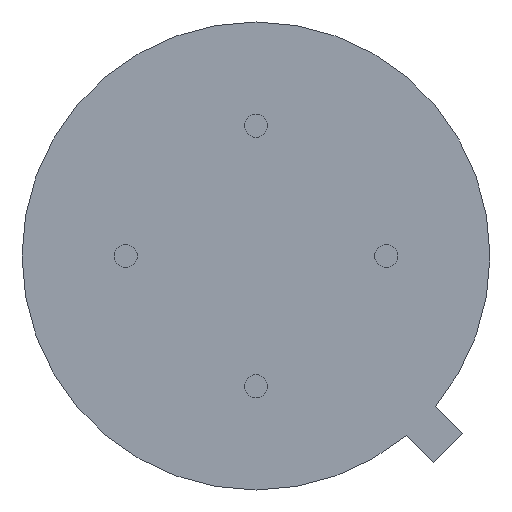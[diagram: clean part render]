
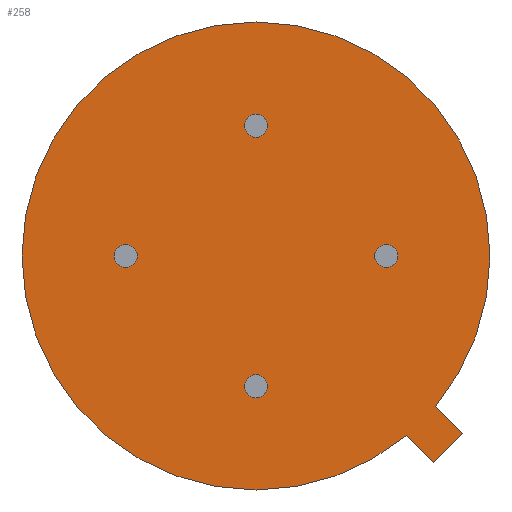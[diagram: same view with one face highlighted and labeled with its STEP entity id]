
A CAD part, front view. The second image highlights one B-rep face of the part: STEP entity #258.
In plain terms, the highlighted planar face has unit normal (0, -1, 0).
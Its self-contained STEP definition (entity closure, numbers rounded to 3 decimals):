
#9 = EDGE_CURVE ( 'NONE', #577, #651, #574, .T. ) ;
#45 = DIRECTION ( 'NONE',  ( 0., 1., 0. ) ) ;
#55 = CARTESIAN_POINT ( 'NONE',  ( 0., 0., -2.315 ) ) ;
#59 = CARTESIAN_POINT ( 'NONE',  ( 0., 0., 4.56 ) ) ;
#61 = FACE_BOUND ( 'NONE', #834, .T. ) ;
#79 = AXIS2_PLACEMENT_3D ( 'NONE', #207, #283, #205 ) ;
#83 = FACE_BOUND ( 'NONE', #284, .T. ) ;
#84 = EDGE_CURVE ( 'NONE', #651, #577, #619, .T. ) ;
#98 = DIRECTION ( 'NONE',  ( -0.707, 0., -0.707 ) ) ;
#111 = AXIS2_PLACEMENT_3D ( 'NONE', #254, #249, #762 ) ;
#122 = PLANE ( 'NONE',  #111 ) ;
#132 = EDGE_CURVE ( 'NONE', #739, #446, #400, .T. ) ;
#142 = AXIS2_PLACEMENT_3D ( 'NONE', #244, #221, #374 ) ;
#146 = EDGE_CURVE ( 'NONE', #395, #274, #584, .T. ) ;
#153 = VERTEX_POINT ( 'NONE', #827 ) ;
#155 = VERTEX_POINT ( 'NONE', #55 ) ;
#170 = LINE ( 'NONE', #582, #287 ) ;
#176 = EDGE_CURVE ( 'NONE', #155, #613, #594, .T. ) ;
#180 = CARTESIAN_POINT ( 'NONE',  ( 0., 0., 0. ) ) ;
#183 = ORIENTED_EDGE ( 'NONE', *, *, #351, .F. ) ;
#192 = AXIS2_PLACEMENT_3D ( 'NONE', #410, #789, #793 ) ;
#205 = DIRECTION ( 'NONE',  ( 0., 0., 1. ) ) ;
#207 = CARTESIAN_POINT ( 'NONE',  ( 2.54, 0., 0. ) ) ;
#208 = AXIS2_PLACEMENT_3D ( 'NONE', #771, #703, #698 ) ;
#218 = EDGE_CURVE ( 'NONE', #369, #538, #299, .T. ) ;
#221 = DIRECTION ( 'NONE',  ( 0., 1., 0. ) ) ;
#225 = ORIENTED_EDGE ( 'NONE', *, *, #84, .F. ) ;
#237 = DIRECTION ( 'NONE',  ( 0., -1., 0. ) ) ;
#244 = CARTESIAN_POINT ( 'NONE',  ( 0., 0., 0. ) ) ;
#249 = DIRECTION ( 'NONE',  ( 0., 1., 0. ) ) ;
#254 = CARTESIAN_POINT ( 'NONE',  ( 0., 0., 0. ) ) ;
#258 = ADVANCED_FACE ( 'NONE', ( #83, #743, #61, #355, #795 ), #122, .F. ) ;
#264 = DIRECTION ( 'NONE',  ( -0.707, 0., 0.707 ) ) ;
#266 = LINE ( 'NONE', #350, #412 ) ;
#274 = VERTEX_POINT ( 'NONE', #59 ) ;
#282 = AXIS2_PLACEMENT_3D ( 'NONE', #492, #237, #503 ) ;
#283 = DIRECTION ( 'NONE',  ( 0., -1., 0. ) ) ;
#284 = EDGE_LOOP ( 'NONE', ( #750, #405 ) ) ;
#287 = VECTOR ( 'NONE', #264, 1000. ) ;
#292 = ORIENTED_EDGE ( 'NONE', *, *, #473, .F. ) ;
#293 = ORIENTED_EDGE ( 'NONE', *, *, #176, .F. ) ;
#297 = CIRCLE ( 'NONE', #787, 0.225 ) ;
#299 = CIRCLE ( 'NONE', #553, 0.225 ) ;
#301 = CARTESIAN_POINT ( 'NONE',  ( 3.459, 0., -4.025 ) ) ;
#304 = ORIENTED_EDGE ( 'NONE', *, *, #666, .F. ) ;
#309 = EDGE_LOOP ( 'NONE', ( #380, #304, #717, #338, #403, #753 ) ) ;
#321 = EDGE_CURVE ( 'NONE', #527, #739, #266, .T. ) ;
#322 = CARTESIAN_POINT ( 'NONE',  ( 2.54, 0., -0.225 ) ) ;
#325 = CARTESIAN_POINT ( 'NONE',  ( 0., 0., 2.315 ) ) ;
#333 = CIRCLE ( 'NONE', #744, 4.56 ) ;
#335 = AXIS2_PLACEMENT_3D ( 'NONE', #180, #45, #690 ) ;
#337 = CARTESIAN_POINT ( 'NONE',  ( 2.54, 0., 0.225 ) ) ;
#338 = ORIENTED_EDGE ( 'NONE', *, *, #321, .F. ) ;
#341 = CARTESIAN_POINT ( 'NONE',  ( 0., 0., -4.56 ) ) ;
#350 = CARTESIAN_POINT ( 'NONE',  ( 3.495, 0., -2.929 ) ) ;
#351 = EDGE_CURVE ( 'NONE', #537, #560, #481, .T. ) ;
#355 = FACE_BOUND ( 'NONE', #586, .T. ) ;
#359 = CARTESIAN_POINT ( 'NONE',  ( 0., 0., 0. ) ) ;
#368 = EDGE_LOOP ( 'NONE', ( #225, #633 ) ) ;
#369 = VERTEX_POINT ( 'NONE', #663 ) ;
#374 = DIRECTION ( 'NONE',  ( 0., 0., 1. ) ) ;
#380 = ORIENTED_EDGE ( 'NONE', *, *, #453, .F. ) ;
#383 = CARTESIAN_POINT ( 'NONE',  ( 0., 0., -2.765 ) ) ;
#385 = CARTESIAN_POINT ( 'NONE',  ( 3.495, 0., -2.929 ) ) ;
#395 = VERTEX_POINT ( 'NONE', #341 ) ;
#400 = LINE ( 'NONE', #734, #571 ) ;
#403 = ORIENTED_EDGE ( 'NONE', *, *, #486, .F. ) ;
#405 = ORIENTED_EDGE ( 'NONE', *, *, #528, .F. ) ;
#410 = CARTESIAN_POINT ( 'NONE',  ( -2.54, 0., 0. ) ) ;
#412 = VECTOR ( 'NONE', #595, 1000. ) ;
#413 = DIRECTION ( 'NONE',  ( 0., 1., 0. ) ) ;
#414 = ORIENTED_EDGE ( 'NONE', *, *, #580, .F. ) ;
#421 = DIRECTION ( 'NONE',  ( 0., 0., 1. ) ) ;
#428 = AXIS2_PLACEMENT_3D ( 'NONE', #612, #500, #421 ) ;
#431 = DIRECTION ( 'NONE',  ( 0., -1., 0. ) ) ;
#446 = VERTEX_POINT ( 'NONE', #301 ) ;
#448 = CARTESIAN_POINT ( 'NONE',  ( -2.54, 0., -0.225 ) ) ;
#453 = EDGE_CURVE ( 'NONE', #153, #395, #333, .T. ) ;
#471 = CIRCLE ( 'NONE', #208, 0.225 ) ;
#473 = EDGE_CURVE ( 'NONE', #613, #155, #681, .T. ) ;
#481 = CIRCLE ( 'NONE', #192, 0.225 ) ;
#482 = DIRECTION ( 'NONE',  ( 0., -1., 0. ) ) ;
#486 = EDGE_CURVE ( 'NONE', #274, #527, #628, .T. ) ;
#492 = CARTESIAN_POINT ( 'NONE',  ( 0., 0., -2.54 ) ) ;
#499 = DIRECTION ( 'NONE',  ( 0., 0., 1. ) ) ;
#500 = DIRECTION ( 'NONE',  ( 0., -1., 0. ) ) ;
#503 = DIRECTION ( 'NONE',  ( 0., 0., 1. ) ) ;
#516 = CARTESIAN_POINT ( 'NONE',  ( 0., 0., 2.54 ) ) ;
#527 = VERTEX_POINT ( 'NONE', #385 ) ;
#528 = EDGE_CURVE ( 'NONE', #538, #369, #297, .T. ) ;
#537 = VERTEX_POINT ( 'NONE', #448 ) ;
#538 = VERTEX_POINT ( 'NONE', #325 ) ;
#553 = AXIS2_PLACEMENT_3D ( 'NONE', #821, #431, #499 ) ;
#560 = VERTEX_POINT ( 'NONE', #573 ) ;
#571 = VECTOR ( 'NONE', #98, 1000. ) ;
#573 = CARTESIAN_POINT ( 'NONE',  ( -2.54, 0., 0.225 ) ) ;
#574 = CIRCLE ( 'NONE', #79, 0.225 ) ;
#577 = VERTEX_POINT ( 'NONE', #322 ) ;
#580 = EDGE_CURVE ( 'NONE', #560, #537, #471, .T. ) ;
#582 = CARTESIAN_POINT ( 'NONE',  ( 3.459, 0., -4.025 ) ) ;
#584 = CIRCLE ( 'NONE', #335, 4.56 ) ;
#586 = EDGE_LOOP ( 'NONE', ( #293, #292 ) ) ;
#592 = CARTESIAN_POINT ( 'NONE',  ( 4.025, 0., -3.459 ) ) ;
#594 = CIRCLE ( 'NONE', #282, 0.225 ) ;
#595 = DIRECTION ( 'NONE',  ( 0.707, 0., -0.707 ) ) ;
#612 = CARTESIAN_POINT ( 'NONE',  ( 0., 0., -2.54 ) ) ;
#613 = VERTEX_POINT ( 'NONE', #383 ) ;
#619 = CIRCLE ( 'NONE', #721, 0.225 ) ;
#628 = CIRCLE ( 'NONE', #142, 4.56 ) ;
#633 = ORIENTED_EDGE ( 'NONE', *, *, #9, .F. ) ;
#638 = DIRECTION ( 'NONE',  ( 0., 0., 1. ) ) ;
#651 = VERTEX_POINT ( 'NONE', #337 ) ;
#663 = CARTESIAN_POINT ( 'NONE',  ( 0., 0., 2.765 ) ) ;
#666 = EDGE_CURVE ( 'NONE', #446, #153, #170, .T. ) ;
#681 = CIRCLE ( 'NONE', #428, 0.225 ) ;
#690 = DIRECTION ( 'NONE',  ( 0., 0., 1. ) ) ;
#698 = DIRECTION ( 'NONE',  ( 0., 0., 1. ) ) ;
#703 = DIRECTION ( 'NONE',  ( 0., -1., 0. ) ) ;
#717 = ORIENTED_EDGE ( 'NONE', *, *, #132, .F. ) ;
#721 = AXIS2_PLACEMENT_3D ( 'NONE', #731, #482, #814 ) ;
#731 = CARTESIAN_POINT ( 'NONE',  ( 2.54, 0., 0. ) ) ;
#734 = CARTESIAN_POINT ( 'NONE',  ( 4.025, 0., -3.459 ) ) ;
#739 = VERTEX_POINT ( 'NONE', #592 ) ;
#743 = FACE_BOUND ( 'NONE', #368, .T. ) ;
#744 = AXIS2_PLACEMENT_3D ( 'NONE', #359, #413, #810 ) ;
#750 = ORIENTED_EDGE ( 'NONE', *, *, #218, .F. ) ;
#753 = ORIENTED_EDGE ( 'NONE', *, *, #146, .F. ) ;
#762 = DIRECTION ( 'NONE',  ( 0., 0., 1. ) ) ;
#771 = CARTESIAN_POINT ( 'NONE',  ( -2.54, 0., 0. ) ) ;
#787 = AXIS2_PLACEMENT_3D ( 'NONE', #516, #829, #638 ) ;
#789 = DIRECTION ( 'NONE',  ( 0., -1., 0. ) ) ;
#793 = DIRECTION ( 'NONE',  ( 0., 0., 1. ) ) ;
#795 = FACE_OUTER_BOUND ( 'NONE', #309, .T. ) ;
#810 = DIRECTION ( 'NONE',  ( 0., 0., 1. ) ) ;
#814 = DIRECTION ( 'NONE',  ( 0., 0., 1. ) ) ;
#821 = CARTESIAN_POINT ( 'NONE',  ( 0., 0., 2.54 ) ) ;
#827 = CARTESIAN_POINT ( 'NONE',  ( 2.929, 0., -3.495 ) ) ;
#829 = DIRECTION ( 'NONE',  ( 0., -1., 0. ) ) ;
#834 = EDGE_LOOP ( 'NONE', ( #414, #183 ) ) ;
